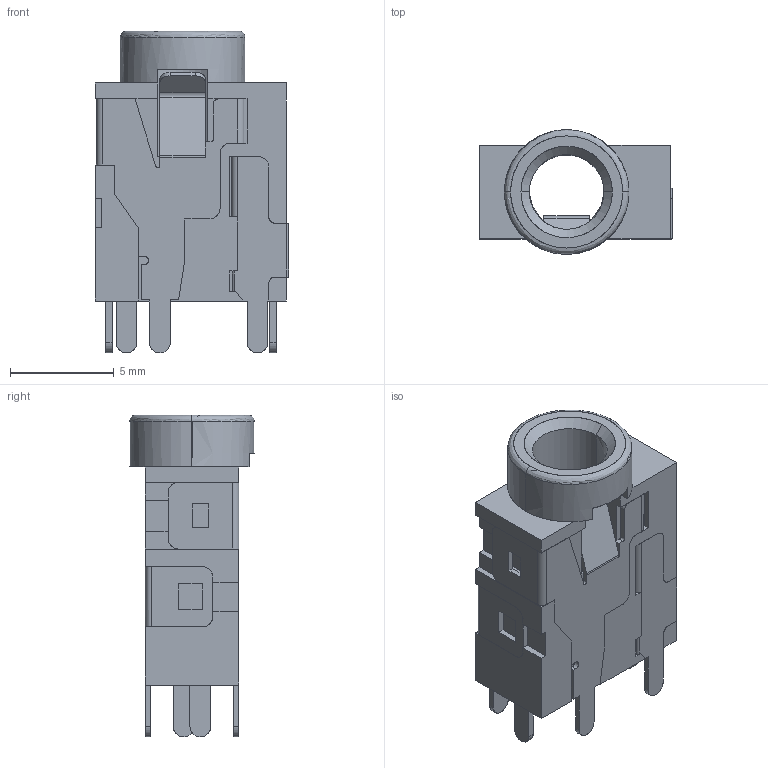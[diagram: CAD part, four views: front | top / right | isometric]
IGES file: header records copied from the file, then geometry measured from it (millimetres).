
Start section: SolidWorks IGES file using analytic representation for surfaces
Global section: file name: STX-3790-5N_rA5.IGS; native system: SolidWorks 2014; preprocessor: SolidWorks 2014; author: Daniel; date: 150114.101251; units: millimetre
Bounding box: 9.3 x 6 x 15.5 mm (x, y, z)
Surface area: 685.6 mm2 (no closed solid volume)
Topology: 0 solids, 0 shells, 217 faces, 1564 edges, 1564 vertices
Faces by surface type: bspline 175, revolution 42
